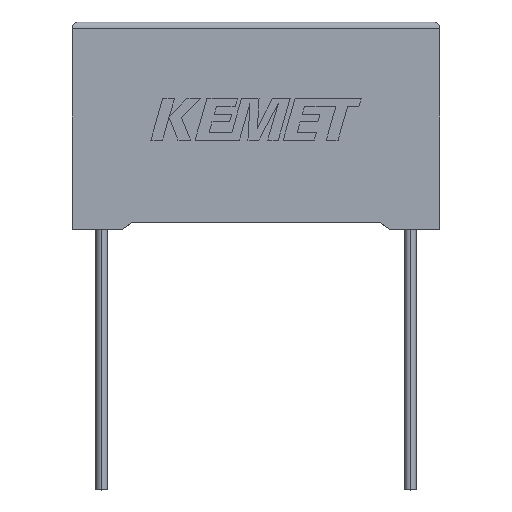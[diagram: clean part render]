
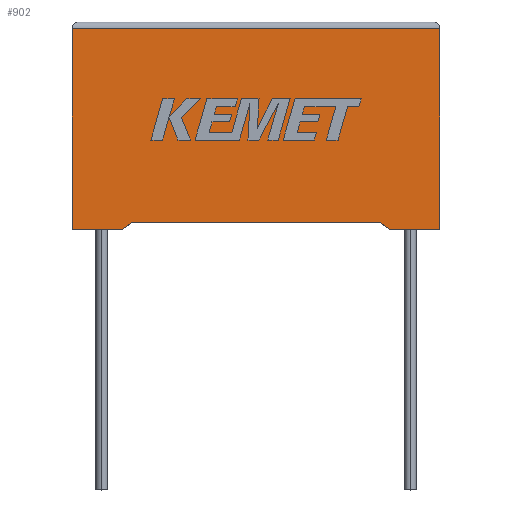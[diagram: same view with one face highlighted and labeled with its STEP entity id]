
A CAD part, top view. The second image highlights one B-rep face of the part: STEP entity #902.
In plain terms, the highlighted planar face has unit normal (0, 0, 1).
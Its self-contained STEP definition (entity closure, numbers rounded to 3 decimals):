
#42 = ORIENTED_EDGE ( 'NONE', *, *, #1720, .T. ) ;
#59 = LINE ( 'NONE', #1893, #1184 ) ;
#60 = VERTEX_POINT ( 'NONE', #1767 ) ;
#175 = CARTESIAN_POINT ( 'NONE',  ( 26.8, 0., 6.2 ) ) ;
#182 = AXIS2_PLACEMENT_3D ( 'NONE', #185, #1882, #2088 ) ;
#185 = CARTESIAN_POINT ( 'NONE',  ( 0., 0., 6.2 ) ) ;
#271 = CARTESIAN_POINT ( 'NONE',  ( 23.15, 0., 6.2 ) ) ;
#353 = ORIENTED_EDGE ( 'NONE', *, *, #2458, .T. ) ;
#410 = CARTESIAN_POINT ( 'NONE',  ( 13.4, 0.521, 6.2 ) ) ;
#414 = PLANE ( 'NONE',  #182 ) ;
#471 = DIRECTION ( 'NONE',  ( 1., 0., 0. ) ) ;
#535 = CARTESIAN_POINT ( 'NONE',  ( 23.15, 0., 6.2 ) ) ;
#554 = CARTESIAN_POINT ( 'NONE',  ( 26.8, 14.6, 6.2 ) ) ;
#641 = VECTOR ( 'NONE', #1313, 1000. ) ;
#661 = ORIENTED_EDGE ( 'NONE', *, *, #2491, .T. ) ;
#664 = DIRECTION ( 'NONE',  ( 1., 0., 0. ) ) ;
#768 = DIRECTION ( 'NONE',  ( -0.819, -0.573, 0. ) ) ;
#876 = VERTEX_POINT ( 'NONE', #1580 ) ;
#877 = DIRECTION ( 'NONE',  ( 0., 1., 0. ) ) ;
#902 = ADVANCED_FACE ( 'NONE', ( #1605 ), #414, .F. ) ;
#1025 = ORIENTED_EDGE ( 'NONE', *, *, #2328, .T. ) ;
#1037 = VECTOR ( 'NONE', #1925, 1000. ) ;
#1063 = CARTESIAN_POINT ( 'NONE',  ( 3.65, 0., 6.2 ) ) ;
#1072 = EDGE_LOOP ( 'NONE', ( #42, #353, #2805, #1236, #2721, #1797, #661, #1025 ) ) ;
#1160 = VERTEX_POINT ( 'NONE', #271 ) ;
#1184 = VECTOR ( 'NONE', #768, 1000. ) ;
#1194 = VERTEX_POINT ( 'NONE', #2861 ) ;
#1236 = ORIENTED_EDGE ( 'NONE', *, *, #1540, .T. ) ;
#1253 = VERTEX_POINT ( 'NONE', #554 ) ;
#1313 = DIRECTION ( 'NONE',  ( 0., -1., 0. ) ) ;
#1332 = DIRECTION ( 'NONE',  ( -1., 0., 0. ) ) ;
#1441 = EDGE_CURVE ( 'NONE', #1194, #60, #2518, .T. ) ;
#1462 = CARTESIAN_POINT ( 'NONE',  ( 0., 0., 6.2 ) ) ;
#1466 = VERTEX_POINT ( 'NONE', #2608 ) ;
#1540 = EDGE_CURVE ( 'NONE', #1838, #1641, #1644, .T. ) ;
#1580 = CARTESIAN_POINT ( 'NONE',  ( 0., 14.6, 6.2 ) ) ;
#1605 = FACE_OUTER_BOUND ( 'NONE', #1072, .T. ) ;
#1641 = VERTEX_POINT ( 'NONE', #1063 ) ;
#1644 = LINE ( 'NONE', #2388, #2510 ) ;
#1720 = EDGE_CURVE ( 'NONE', #1466, #1253, #2291, .T. ) ;
#1767 = CARTESIAN_POINT ( 'NONE',  ( 4.394, 0.521, 6.2 ) ) ;
#1797 = ORIENTED_EDGE ( 'NONE', *, *, #1441, .F. ) ;
#1825 = VECTOR ( 'NONE', #2885, 1000. ) ;
#1837 = LINE ( 'NONE', #2782, #3057 ) ;
#1838 = VERTEX_POINT ( 'NONE', #2082 ) ;
#1882 = DIRECTION ( 'NONE',  ( 0., 0., -1. ) ) ;
#1893 = CARTESIAN_POINT ( 'NONE',  ( 3.65, 0., 6.2 ) ) ;
#1925 = DIRECTION ( 'NONE',  ( 0.819, -0.573, 0. ) ) ;
#2082 = CARTESIAN_POINT ( 'NONE',  ( 0., 0., 6.2 ) ) ;
#2088 = DIRECTION ( 'NONE',  ( -1., 0., 0. ) ) ;
#2089 = EDGE_CURVE ( 'NONE', #60, #1641, #59, .T. ) ;
#2122 = LINE ( 'NONE', #2389, #1825 ) ;
#2291 = LINE ( 'NONE', #175, #2413 ) ;
#2328 = EDGE_CURVE ( 'NONE', #1160, #1466, #1837, .T. ) ;
#2388 = CARTESIAN_POINT ( 'NONE',  ( 0., 0., 6.2 ) ) ;
#2389 = CARTESIAN_POINT ( 'NONE',  ( 0., 14.6, 6.2 ) ) ;
#2413 = VECTOR ( 'NONE', #877, 1000. ) ;
#2458 = EDGE_CURVE ( 'NONE', #1253, #876, #2122, .T. ) ;
#2491 = EDGE_CURVE ( 'NONE', #1194, #1160, #2652, .T. ) ;
#2497 = EDGE_CURVE ( 'NONE', #876, #1838, #2841, .T. ) ;
#2510 = VECTOR ( 'NONE', #471, 1000. ) ;
#2518 = LINE ( 'NONE', #410, #2956 ) ;
#2608 = CARTESIAN_POINT ( 'NONE',  ( 26.8, 0., 6.2 ) ) ;
#2652 = LINE ( 'NONE', #535, #1037 ) ;
#2721 = ORIENTED_EDGE ( 'NONE', *, *, #2089, .F. ) ;
#2782 = CARTESIAN_POINT ( 'NONE',  ( 0., 0., 6.2 ) ) ;
#2805 = ORIENTED_EDGE ( 'NONE', *, *, #2497, .T. ) ;
#2841 = LINE ( 'NONE', #1462, #641 ) ;
#2861 = CARTESIAN_POINT ( 'NONE',  ( 22.406, 0.521, 6.2 ) ) ;
#2885 = DIRECTION ( 'NONE',  ( -1., 0., 0. ) ) ;
#2956 = VECTOR ( 'NONE', #1332, 1000. ) ;
#3057 = VECTOR ( 'NONE', #664, 1000. ) ;
